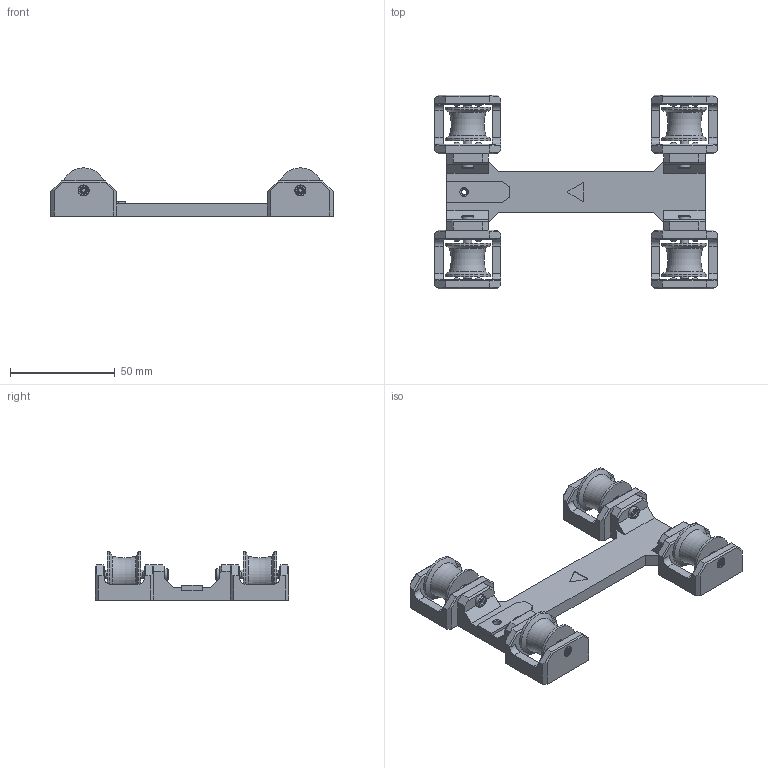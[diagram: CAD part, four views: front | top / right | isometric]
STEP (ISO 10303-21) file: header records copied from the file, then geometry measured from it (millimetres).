
FILE_DESCRIPTION(/* description */ (''),/* implementation_level */ '2;1');
FILE_NAME(/* name */ 'Spool Holder.step',/* time_stamp */ '2024-10-24T05:58:06Z',/* author */ (''),/* organization */ (''),/* preprocessor_version */ 'ST-DEVELOPER v20',/* originating_system */ 'Autodesk Translation Framework v13.20.0.188',/* authorisation */ '');
FILE_SCHEMA (('AUTOMOTIVE_DESIGN { 1 0 10303 214 3 1 1 }'));
Length unit declared in the file: millimetre
Products named in the file (8): Minimal holder; Spool; Roll; Roll_1; Roll_2; Roll_3; HW1868SC; Heat Insert M3 Short 5x4
Assembly tree (15 placements, depth 3):
  Minimal holder
    Spool
    Roll
      HW1868SC
      Heat Insert M3 Short 5x4
    Roll_1
      HW1868SC
      Heat Insert M3 Short 5x4
    Roll_2
      HW1868SC
      Heat Insert M3 Short 5x4
    Roll_3
      HW1868SC
      Heat Insert M3 Short 5x4
    HW1868SC
    Heat Insert M3 Short 5x4
Bounding box: 134.7 x 92.42 x 23.02 mm (x, y, z)
Volume: 61044.5 mm3; surface area: 38185.8 mm2
Topology: 24 solids, 24 shells, 1188 faces, 3032 edges, 1924 vertices
Faces by surface type: plane 503, cylinder 276, bspline 226, cone 137, torus 30, sphere 16
Full cylindrical faces by diameter (mm): 2.529 x30, 2.927 x5, 3 x4, 3.086 x35, 3.3 x5, 3.4 x4, 4 x14, 4.25 x5, 4.4 x6, 5.5 x5, 6 x4, 6.2 x4, 21.529 x8
Entity records: 23985 total; most frequent: CARTESIAN_POINT 9451, ORIENTED_EDGE 3062, DIRECTION 2775, EDGE_CURVE 1531, VERTEX_POINT 984, AXIS2_PLACEMENT_3D 940, LINE 895, VECTOR 895
